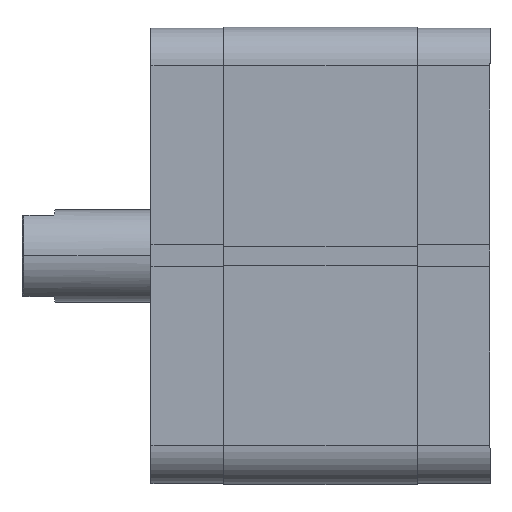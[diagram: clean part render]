
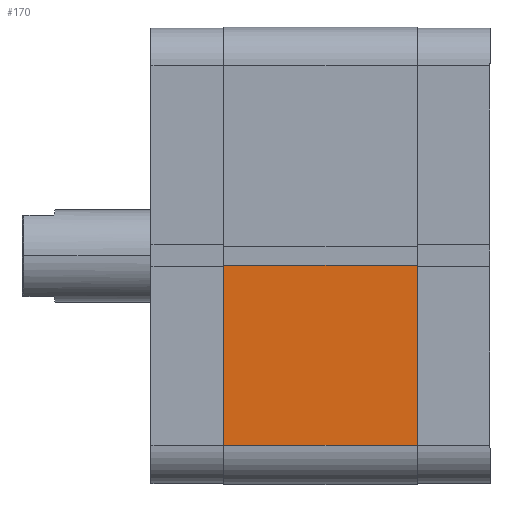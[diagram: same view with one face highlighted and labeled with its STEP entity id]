
A CAD part, top view. The second image highlights one B-rep face of the part: STEP entity #170.
In plain terms, the highlighted face is planar.
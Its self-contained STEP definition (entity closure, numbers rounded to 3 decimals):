
#30 = ORIENTED_EDGE ( 'NONE', *, *, #3778, .F. ) ;
#94 = ORIENTED_EDGE ( 'NONE', *, *, #3580, .F. ) ;
#106 = ORIENTED_EDGE ( 'NONE', *, *, #3690, .T. ) ;
#170 = ADVANCED_FACE ( 'NONE', ( #1570 ), #6543, .T. ) ;
#1267 = EDGE_LOOP ( 'NONE', ( #94, #30, #6675, #106 ) ) ;
#1570 = FACE_OUTER_BOUND ( 'NONE', #1267, .T. ) ;
#1901 = VECTOR ( 'NONE', #4597, 1000. ) ;
#1907 = LINE ( 'NONE', #4593, #1901 ) ;
#2111 = VECTOR ( 'NONE', #4856, 1000. ) ;
#2115 = LINE ( 'NONE', #4849, #2111 ) ;
#2258 = LINE ( 'NONE', #5055, #2260 ) ;
#2260 = VECTOR ( 'NONE', #5063, 1000. ) ;
#2387 = LINE ( 'NONE', #5243, #2388 ) ;
#2388 = VECTOR ( 'NONE', #5244, 1000. ) ;
#3154 = CARTESIAN_POINT ( 'NONE',  ( 2.6, 62., -52.5 ) ) ;
#3171 = CARTESIAN_POINT ( 'NONE',  ( 51.5, 62., 0. ) ) ;
#3172 = CARTESIAN_POINT ( 'NONE',  ( 51.5, 62., -52.5 ) ) ;
#3194 = CARTESIAN_POINT ( 'NONE',  ( 2.6, 62., 0. ) ) ;
#3580 = EDGE_CURVE ( 'NONE', #5852, #5876, #1907, .T. ) ;
#3690 = EDGE_CURVE ( 'NONE', #5835, #5876, #2115, .T. ) ;
#3778 = EDGE_CURVE ( 'NONE', #5853, #5852, #2258, .T. ) ;
#3855 = EDGE_CURVE ( 'NONE', #5853, #5835, #2387, .T. ) ;
#3939 = AXIS2_PLACEMENT_3D ( 'NONE', #6446, #6507, #6435 ) ;
#4593 = CARTESIAN_POINT ( 'NONE',  ( 2.6, 62., 0. ) ) ;
#4597 = DIRECTION ( 'NONE',  ( -1., 0., 0. ) ) ;
#4849 = CARTESIAN_POINT ( 'NONE',  ( 2.6, 62., -52.5 ) ) ;
#4856 = DIRECTION ( 'NONE',  ( 0., 0., 1. ) ) ;
#5055 = CARTESIAN_POINT ( 'NONE',  ( 51.5, 62., -52.5 ) ) ;
#5063 = DIRECTION ( 'NONE',  ( 0., 0., 1. ) ) ;
#5243 = CARTESIAN_POINT ( 'NONE',  ( 2.6, 62., -52.5 ) ) ;
#5244 = DIRECTION ( 'NONE',  ( -1., 0., 0. ) ) ;
#5835 = VERTEX_POINT ( 'NONE', #3154 ) ;
#5852 = VERTEX_POINT ( 'NONE', #3171 ) ;
#5853 = VERTEX_POINT ( 'NONE', #3172 ) ;
#5876 = VERTEX_POINT ( 'NONE', #3194 ) ;
#6435 = DIRECTION ( 'NONE',  ( 0., 0., 1. ) ) ;
#6446 = CARTESIAN_POINT ( 'NONE',  ( 2.6, 62., -52.5 ) ) ;
#6507 = DIRECTION ( 'NONE',  ( 0., 1., 0. ) ) ;
#6543 = PLANE ( 'NONE',  #3939 ) ;
#6675 = ORIENTED_EDGE ( 'NONE', *, *, #3855, .T. ) ;
